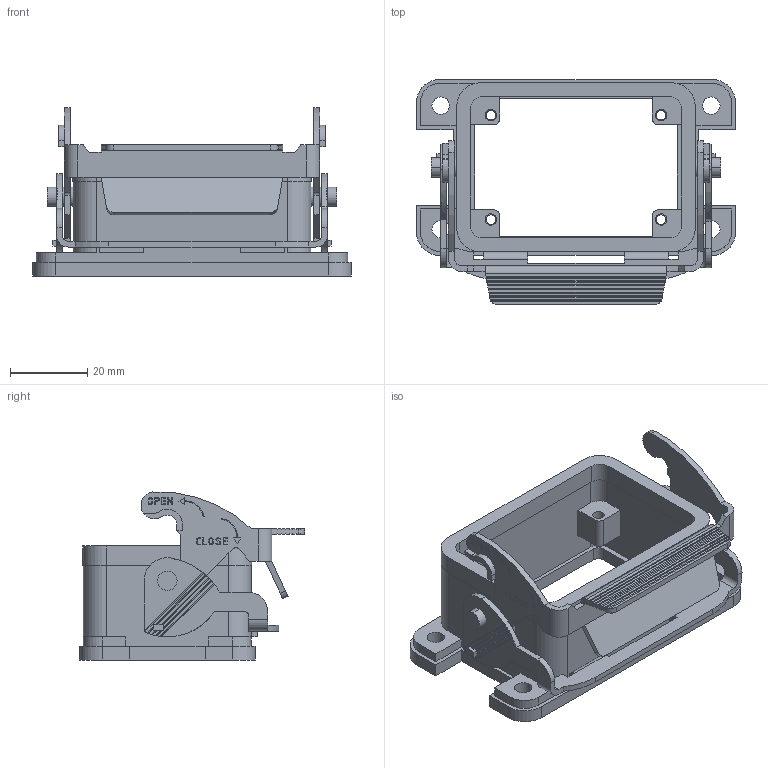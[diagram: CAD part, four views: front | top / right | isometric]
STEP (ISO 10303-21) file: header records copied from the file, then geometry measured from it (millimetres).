
FILE_DESCRIPTION(('Creo Elements/Direct Modeling STEP Export'),'2;1');
FILE_NAME('0ln7uvk58tkc0qu7136','2021-01-27T 8:48:06',(''),(''),'Creo Elements/Direct Modeling STEP processor for AP214 (Solid Model)','Creo Elements/Direct Modeling 20.1B 02-Apr-2019 (C) Parametric Technology GmbH','');
FILE_SCHEMA(('AUTOMOTIVE_DESIGN { 1 0 10303 214 1 1 1 1 }'));
Length unit declared in the file: millimetre
Products named in the file (2): C7IE_06_L
Assembly tree (1 placements, depth 2):
  C7IE_06_L
    C7IE_06_L
Bounding box: 82.5 x 58.25 x 43.47 mm (x, y, z)
Volume: 28848.8 mm3; surface area: 24197.2 mm2
Topology: 1 solids, 1 shells, 413 faces, 1613 edges, 1242 vertices
Faces by surface type: plane 296, cylinder 117
Entity records: 19344 total; most frequent: ORIENTED_EDGE 3226, CARTESIAN_POINT 3105, DIRECTION 2466, EDGE_CURVE 1613, VECTOR 1260, LINE 1260, VERTEX_POINT 1242, AXIS2_PLACEMENT_3D 603
